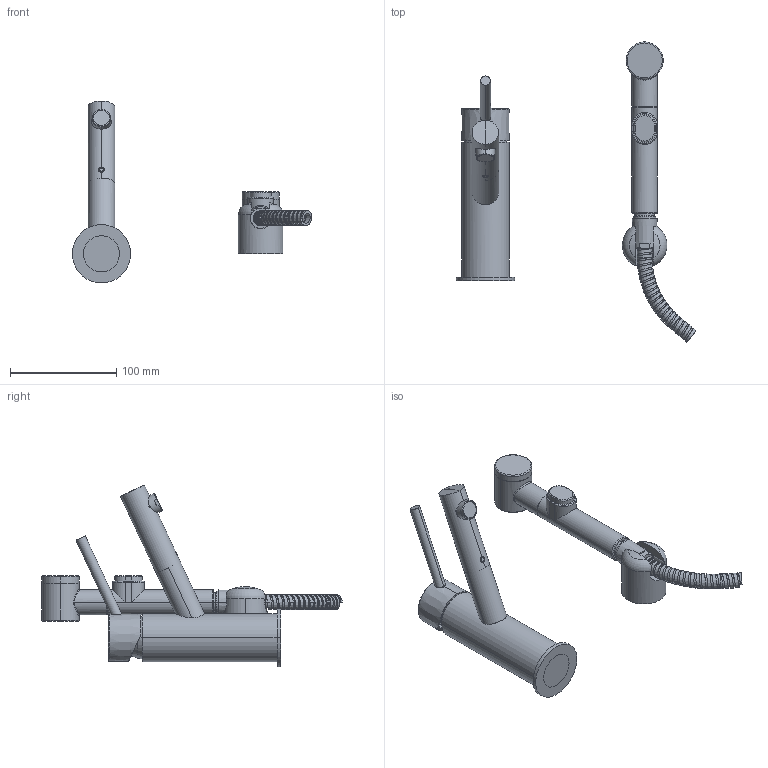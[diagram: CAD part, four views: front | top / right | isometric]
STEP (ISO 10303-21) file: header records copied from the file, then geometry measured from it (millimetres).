
FILE_DESCRIPTION((''),'2;1');
FILE_NAME('BI069CRD-TW','2022-09-20T11:36:39',('stefano.gianpani'),('PAFFONI SpA'),'CREO PARAMETRIC BY PTC INC, 2021404','CREO PARAMETRIC BY PTC INC, 2021404','');
FILE_SCHEMA(('CONFIG_CONTROL_DESIGN','SHAPE_APPEARANCE_LAYERS_GROUPS'));
Products named in the file (1): BI069CRD-TW
Bounding box: 225.58 x 282.8 x 171.45 mm (x, y, z)
Volume: 367031.9 mm3; surface area: 115336.4 mm2
Topology: 2 solids, 2 shells, 512 faces, 1147 edges, 670 vertices
Faces by surface type: cylinder 165, plane 101, bspline 99, cone 86, torus 41, sphere 20
Entity records: 49932 total; most frequent: CARTESIAN_POINT 35665, ORIENTED_EDGE 2260, DIRECTION 2175, EDGE_CURVE 1130, AXIS2_PLACEMENT_3D 908, VERTEX_POINT 669, EDGE_LOOP 559, FACE_OUTER_BOUND 510
